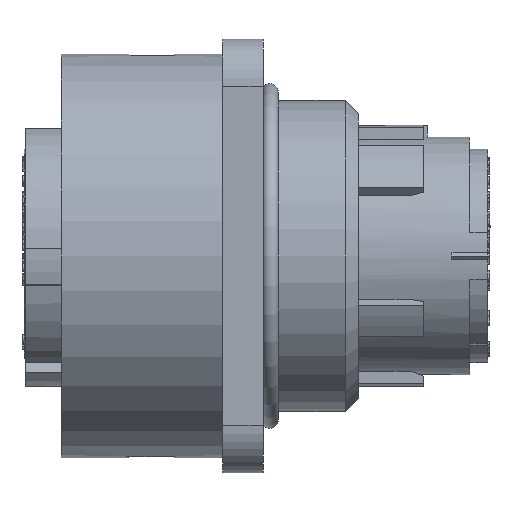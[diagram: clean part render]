
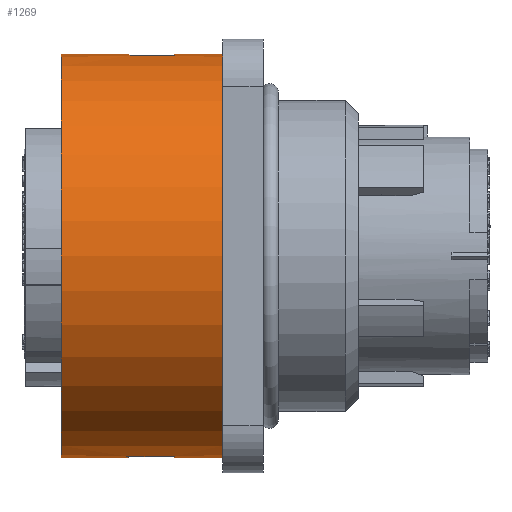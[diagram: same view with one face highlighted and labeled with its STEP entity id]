
A CAD part, front view. The second image highlights one B-rep face of the part: STEP entity #1269.
In plain terms, the highlighted cylindrical face has radius 17 mm (diameter 34 mm), a full revolution.
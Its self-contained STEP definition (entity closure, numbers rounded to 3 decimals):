
#893=CYLINDRICAL_SURFACE('',#15942,17.);
#1157=ELLIPSE('',#15796,17.042,17.);
#1158=ELLIPSE('',#15940,17.042,17.);
#1269=ADVANCED_FACE('',(#2661,#2662,#2663,#2664),#893,.T.);
#2661=FACE_BOUND('',#2972,.T.);
#2662=FACE_BOUND('',#2973,.T.);
#2663=FACE_BOUND('',#2974,.T.);
#2664=FACE_BOUND('',#2975,.T.);
#2972=EDGE_LOOP('',(#4956,#4957,#4958,#4959));
#2973=EDGE_LOOP('',(#4960,#4961,#4962,#4963));
#2974=EDGE_LOOP('',(#4964));
#2975=EDGE_LOOP('',(#4965));
#3887=CIRCLE('',#15741,17.);
#3910=CIRCLE('',#15799,17.);
#3985=CIRCLE('',#15938,17.);
#3986=CIRCLE('',#15941,17.);
#4956=ORIENTED_EDGE('',*,*,#10294,.T.);
#4957=ORIENTED_EDGE('',*,*,#10598,.T.);
#4958=ORIENTED_EDGE('',*,*,#10599,.T.);
#4959=ORIENTED_EDGE('',*,*,#10600,.T.);
#4960=ORIENTED_EDGE('',*,*,#10407,.T.);
#4961=ORIENTED_EDGE('',*,*,#10409,.T.);
#4962=ORIENTED_EDGE('',*,*,#10412,.T.);
#4963=ORIENTED_EDGE('',*,*,#10414,.T.);
#4964=ORIENTED_EDGE('',*,*,#10298,.T.);
#4965=ORIENTED_EDGE('',*,*,#10597,.T.);
#8804=VERTEX_POINT('',#21527);
#8805=VERTEX_POINT('',#21529);
#8808=VERTEX_POINT('',#21537);
#8888=VERTEX_POINT('',#21791);
#8889=VERTEX_POINT('',#21794);
#8890=VERTEX_POINT('',#21798);
#8892=VERTEX_POINT('',#21804);
#9011=VERTEX_POINT('',#22192);
#9012=VERTEX_POINT('',#22195);
#9013=VERTEX_POINT('',#22197);
#10294=EDGE_CURVE('',#8805,#8804,#12432,.T.);
#10298=EDGE_CURVE('',#8808,#8808,#3887,.T.);
#10407=EDGE_CURVE('',#8888,#8889,#12514,.T.);
#10409=EDGE_CURVE('',#8889,#8890,#1157,.T.);
#10412=EDGE_CURVE('',#8890,#8892,#12518,.T.);
#10414=EDGE_CURVE('',#8892,#8888,#3910,.T.);
#10597=EDGE_CURVE('',#9011,#9011,#3985,.T.);
#10598=EDGE_CURVE('',#8804,#9012,#1158,.T.);
#10599=EDGE_CURVE('',#9012,#9013,#12622,.T.);
#10600=EDGE_CURVE('',#9013,#8805,#3986,.T.);
#12432=LINE('',#21528,#14074);
#12514=LINE('',#21795,#14156);
#12518=LINE('',#21805,#14160);
#12622=LINE('',#22196,#14264);
#14074=VECTOR('',#17164,1.);
#14156=VECTOR('',#17358,1.);
#14160=VECTOR('',#17368,1.);
#14264=VECTOR('',#17758,1.);
#15741=AXIS2_PLACEMENT_3D('',#21536,#17171,#17172);
#15796=AXIS2_PLACEMENT_3D('',#21799,#17362,#17363);
#15799=AXIS2_PLACEMENT_3D('',#21808,#17372,#17373);
#15938=AXIS2_PLACEMENT_3D('',#22191,#17752,#17753);
#15940=AXIS2_PLACEMENT_3D('',#22194,#17756,#17757);
#15941=AXIS2_PLACEMENT_3D('',#22198,#17759,#17760);
#15942=AXIS2_PLACEMENT_3D('',#22199,#17761,#17762);
#17164=DIRECTION('',(-1.,0.,0.));
#17171=DIRECTION('',(1.,0.,0.));
#17172=DIRECTION('',(0.,1.,0.));
#17358=DIRECTION('',(-1.,0.,0.));
#17362=DIRECTION('',(-0.998,0.07,0.));
#17363=DIRECTION('',(-0.07,-0.998,0.));
#17368=DIRECTION('',(1.,0.,0.));
#17372=DIRECTION('',(1.,0.,0.));
#17373=DIRECTION('',(0.,-0.134,-0.991));
#17752=DIRECTION('',(-1.,0.,0.));
#17753=DIRECTION('',(0.,1.,0.));
#17756=DIRECTION('',(-0.998,-0.07,0.));
#17757=DIRECTION('',(0.07,-0.998,0.));
#17758=DIRECTION('',(1.,0.,0.));
#17759=DIRECTION('',(1.,0.,0.));
#17760=DIRECTION('',(0.,0.134,0.991));
#17761=DIRECTION('',(1.,0.,0.));
#17762=DIRECTION('',(0.,1.,0.));
#21527=CARTESIAN_POINT('',(7.029,10.837,16.778));
#21528=CARTESIAN_POINT('',(10.759,10.837,16.778));
#21529=CARTESIAN_POINT('',(10.759,10.837,16.778));
#21536=CARTESIAN_POINT('',(1.229,12.837,-0.104));
#21537=CARTESIAN_POINT('',(1.229,29.837,-0.104));
#21791=CARTESIAN_POINT('',(10.759,14.837,-16.986));
#21794=CARTESIAN_POINT('',(7.029,14.837,-16.986));
#21795=CARTESIAN_POINT('',(10.759,14.837,-16.986));
#21798=CARTESIAN_POINT('',(6.749,10.837,-16.986));
#21799=CARTESIAN_POINT('',(6.889,12.837,-0.104));
#21804=CARTESIAN_POINT('',(10.759,10.837,-16.986));
#21805=CARTESIAN_POINT('',(6.749,10.837,-16.986));
#21808=CARTESIAN_POINT('',(10.759,12.837,-0.104));
#22191=CARTESIAN_POINT('',(14.829,12.837,-0.104));
#22192=CARTESIAN_POINT('',(14.829,29.837,-0.104));
#22194=CARTESIAN_POINT('',(6.889,12.837,-0.104));
#22195=CARTESIAN_POINT('',(6.749,14.837,16.778));
#22196=CARTESIAN_POINT('',(6.749,14.837,16.778));
#22197=CARTESIAN_POINT('',(10.759,14.837,16.778));
#22198=CARTESIAN_POINT('',(10.759,12.837,-0.104));
#22199=CARTESIAN_POINT('',(1.229,12.837,-0.104));
